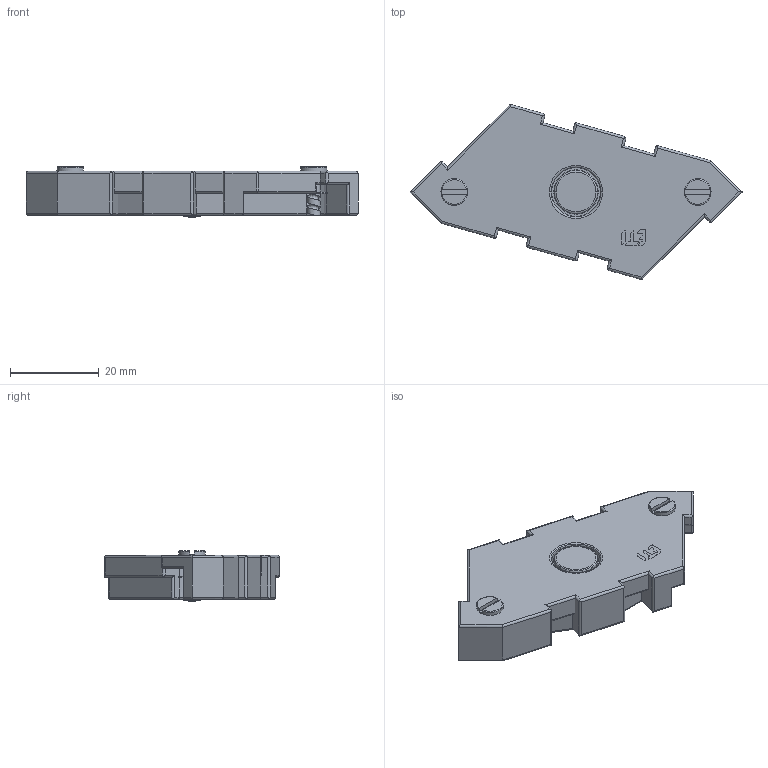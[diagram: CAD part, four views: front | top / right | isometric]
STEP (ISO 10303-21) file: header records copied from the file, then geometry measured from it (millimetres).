
FILE_DESCRIPTION((''),'2;1');
FILE_NAME('AMK2_ASM','2020-04-06T',('marketing.praksa'),('Audax d.o.o.'),'CREO PARAMETRIC BY PTC INC, 2017480','CREO PARAMETRIC BY PTC INC, 2017480','');
FILE_SCHEMA(('AUTOMOTIVE_DESIGN { 1 0 10303 214 1 1 1 1 }'));
Length unit declared in the file: millimetre
Products named in the file (13): 2DE; 2ED; 302; 313; 331; 338; 368; 36E; 3B4-37; 3B4-38; 3B4-39; PRODUCT_1_ASM; AMK2_ASM
Assembly tree (12 placements, depth 3):
  AMK2_ASM
    PRODUCT_1_ASM
      2DE
      2ED
      302
      313
      331
      338
      368
      36E
      3B4-37
      3B4-38
      3B4-39
Bounding box: 75 x 39.48 x 11.4 mm (x, y, z)
Volume: 14231.9 mm3; surface area: 6274 mm2
Topology: 11 solids, 11 shells, 338 faces, 911 edges, 606 vertices
Faces by surface type: cylinder 161, plane 135, torus 38, bspline 4
Entity records: 16130 total; most frequent: CARTESIAN_POINT 4168, ORIENTED_EDGE 1822, DIRECTION 1663, PRESENTATION_STYLE_ASSIGNMENT 922, STYLED_ITEM 922, CURVE_STYLE 911, EDGE_CURVE 911, AXIS2_PLACEMENT_3D 606
